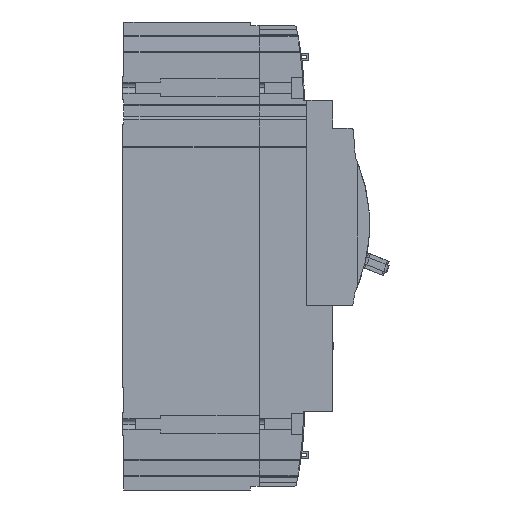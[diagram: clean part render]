
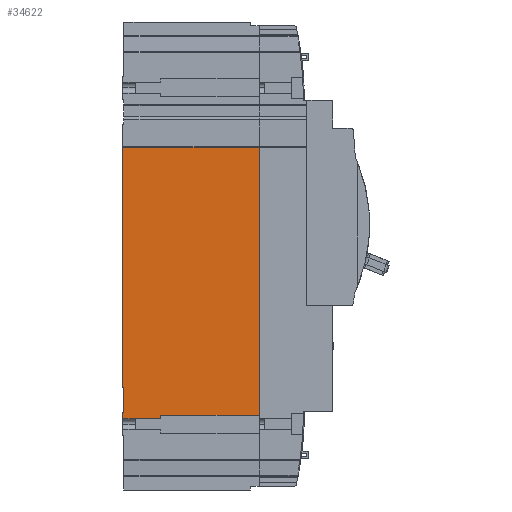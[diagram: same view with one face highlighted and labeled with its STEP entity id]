
A CAD part, left-side view. The second image highlights one B-rep face of the part: STEP entity #34622.
In plain terms, the highlighted planar face has unit normal (-1, 0, 0).
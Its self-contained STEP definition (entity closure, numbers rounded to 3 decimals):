
#17804=VERTEX_POINT('',#52379);
#18102=VERTEX_POINT('',#52708);
#19688=VERTEX_POINT('',#54438);
#20012=VERTEX_POINT('',#54800);
#21598=EDGE_CURVE('',#19688,#47054,#56526,.T.);
#21706=VERTEX_POINT('',#56641);
#23656=EDGE_CURVE('',#19688,#31068,#58783,.T.);
#25610=EDGE_CURVE('',#47494,#41856,#60917,.T.);
#28926=VERTEX_POINT('',#64555);
#30296=EDGE_CURVE('',#41856,#51466,#66059,.T.);
#31068=VERTEX_POINT('',#66901);
#32706=EDGE_CURVE('',#47054,#17804,#68680,.T.);
#34622=ADVANCED_FACE('',(#70799),#70800,.T.);
#35958=EDGE_CURVE('',#17804,#47494,#72276,.T.);
#36592=EDGE_CURVE('',#45394,#18102,#72967,.T.);
#38684=EDGE_CURVE('',#18102,#28926,#75225,.T.);
#41856=VERTEX_POINT('',#78666);
#44014=EDGE_CURVE('',#45394,#20012,#81059,.T.);
#45394=VERTEX_POINT('',#82593);
#47054=VERTEX_POINT('',#84395);
#47494=VERTEX_POINT('',#84870);
#48772=EDGE_CURVE('',#21706,#20012,#86259,.T.);
#49976=EDGE_CURVE('',#51466,#21706,#87582,.T.);
#50068=EDGE_CURVE('',#31068,#28926,#87686,.T.);
#51466=VERTEX_POINT('',#89203);
#52379=CARTESIAN_POINT('',(-52.5,-5.0,-76.75));
#52708=CARTESIAN_POINT('',(-52.5,-0.5,-64.5));
#54438=CARTESIAN_POINT('',(-52.5,0.0,-76.9));
#54800=CARTESIAN_POINT('',(-52.5,0.0,30.472));
#56526=LINE('',#96676,#96677);
#56641=CARTESIAN_POINT('',(-52.5,-53.99,30.472));
#58783=LINE('',#99924,#99925);
#60917=LINE('',#103025,#103026);
#64555=CARTESIAN_POINT('',(-52.5,-0.5,-74.5));
#66059=LINE('',#110494,#110495);
#66901=CARTESIAN_POINT('',(-52.5,0.0,-74.5));
#68680=LINE('',#114358,#114359);
#70799=FACE_OUTER_BOUND('',#117401,.T.);
#70800=PLANE('',#117402);
#72276=LINE('',#119597,#119598);
#72967=LINE('',#120696,#120697);
#75225=LINE('',#124129,#124130);
#78666=CARTESIAN_POINT('',(-52.5,-15.0,-75.5));
#81059=LINE('',#132890,#132891);
#82593=CARTESIAN_POINT('',(-52.5,0.0,-64.5));
#84395=CARTESIAN_POINT('',(-52.5,-5.0,-76.9));
#84870=CARTESIAN_POINT('',(-52.5,-15.0,-76.75));
#86259=LINE('',#140455,#140456);
#87582=LINE('',#142331,#142332);
#87686=LINE('',#142484,#142485);
#89203=CARTESIAN_POINT('',(-52.5,-53.99,-75.5));
#96676=CARTESIAN_POINT('',(-52.5,-2.5,-76.9));
#96677=VECTOR('',#150400,1.0);
#99924=CARTESIAN_POINT('',(-52.5,0.0,-85.876));
#99925=VECTOR('',#152810,1.0);
#103025=CARTESIAN_POINT('',(-52.5,-15.0,-92.0));
#103026=VECTOR('',#155028,1.0);
#110494=CARTESIAN_POINT('',(-52.5,-7.5,-75.5));
#110495=VECTOR('',#160564,1.0);
#114358=CARTESIAN_POINT('',(-52.5,-5.0,-92.));
#114359=VECTOR('',#163200,1.0);
#117401=EDGE_LOOP('',(#165914,#165915,#165916,#165917,#165918,#165919,#165920,#165921,#165922,#165923,#165924,#165925));
#117402=AXIS2_PLACEMENT_3D('',#165926,#165927,#165928);
#119597=CARTESIAN_POINT('',(-52.5,-2.5,-76.75));
#119598=VECTOR('',#167558,1.0);
#120696=CARTESIAN_POINT('',(-52.5,0.0,-64.5));
#120697=VECTOR('',#168280,1.0);
#124129=CARTESIAN_POINT('',(-52.5,-0.5,-94.875));
#124130=VECTOR('',#170510,1.0);
#132890=CARTESIAN_POINT('',(-52.5,0.0,-105.0));
#132891=VECTOR('',#176785,1.0);
#140455=CARTESIAN_POINT('',(-52.5,-40.493,30.472));
#140456=VECTOR('',#182237,1.0);
#142331=CARTESIAN_POINT('',(-52.5,-53.99,-105.0));
#142332=VECTOR('',#183637,1.0);
#142484=CARTESIAN_POINT('',(-52.5,-0.25,-74.5));
#142485=VECTOR('',#183765,1.0);
#150400=DIRECTION('',(0.0,-1.0,0.0));
#152810=DIRECTION('',(0.0,0.0,1.0));
#155028=DIRECTION('',(0.0,0.0,1.0));
#160564=DIRECTION('',(0.0,-1.0,0.0));
#163200=DIRECTION('',(0.0,0.0,1.0));
#165914=ORIENTED_EDGE('',*,*,#30296,.T.);
#165915=ORIENTED_EDGE('',*,*,#49976,.T.);
#165916=ORIENTED_EDGE('',*,*,#48772,.T.);
#165917=ORIENTED_EDGE('',*,*,#44014,.F.);
#165918=ORIENTED_EDGE('',*,*,#36592,.T.);
#165919=ORIENTED_EDGE('',*,*,#38684,.T.);
#165920=ORIENTED_EDGE('',*,*,#50068,.F.);
#165921=ORIENTED_EDGE('',*,*,#23656,.F.);
#165922=ORIENTED_EDGE('',*,*,#21598,.T.);
#165923=ORIENTED_EDGE('',*,*,#32706,.T.);
#165924=ORIENTED_EDGE('',*,*,#35958,.T.);
#165925=ORIENTED_EDGE('',*,*,#25610,.T.);
#165926=CARTESIAN_POINT('',(-52.5,0.0,-105.0));
#165927=DIRECTION('',(-1.0,0.0,0.0));
#165928=DIRECTION('',(0.0,0.0,-1.0));
#167558=DIRECTION('',(0.0,-1.0,0.0));
#168280=DIRECTION('',(0.0,-1.0,0.0));
#170510=DIRECTION('',(-0.0,-0.0,-1.0));
#176785=DIRECTION('',(0.0,0.0,1.0));
#182237=DIRECTION('',(0.0,1.0,0.0));
#183637=DIRECTION('',(0.0,0.0,1.0));
#183765=DIRECTION('',(-0.0,-1.0,-0.0));
